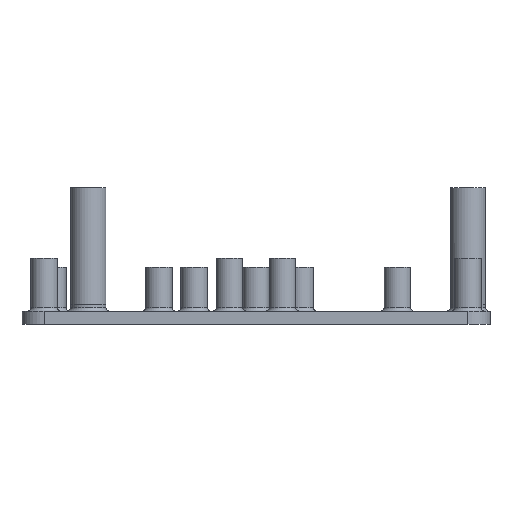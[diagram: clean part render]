
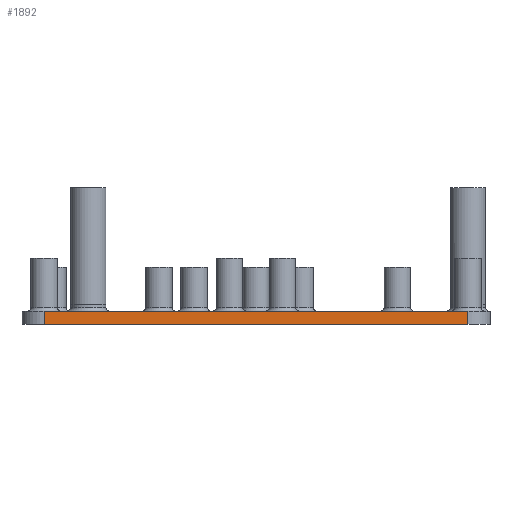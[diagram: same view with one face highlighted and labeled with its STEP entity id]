
A CAD part, front view. The second image highlights one B-rep face of the part: STEP entity #1892.
In plain terms, the highlighted planar face has unit normal (0, -1, 0).
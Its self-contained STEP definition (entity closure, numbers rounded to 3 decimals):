
#232 = VERTEX_POINT('',#233);
#233 = CARTESIAN_POINT('',(43.,-72.5,3.));
#240 = EDGE_CURVE('',#232,#241,#243,.T.);
#241 = VERTEX_POINT('',#242);
#242 = CARTESIAN_POINT('',(-53.,-72.5,3.));
#243 = LINE('',#244,#245);
#244 = CARTESIAN_POINT('',(43.,-72.5,3.));
#245 = VECTOR('',#246,1.);
#246 = DIRECTION('',(-1.,0.,0.));
#1846 = EDGE_CURVE('',#1847,#232,#1849,.T.);
#1847 = VERTEX_POINT('',#1848);
#1848 = CARTESIAN_POINT('',(43.,-72.5,0.));
#1849 = LINE('',#1850,#1851);
#1850 = CARTESIAN_POINT('',(43.,-72.5,0.));
#1851 = VECTOR('',#1852,1.);
#1852 = DIRECTION('',(0.,0.,1.));
#1892 = ADVANCED_FACE('',(#1893),#1911,.T.);
#1893 = FACE_BOUND('',#1894,.T.);
#1894 = EDGE_LOOP('',(#1895,#1896,#1897,#1905));
#1895 = ORIENTED_EDGE('',*,*,#1846,.T.);
#1896 = ORIENTED_EDGE('',*,*,#240,.T.);
#1897 = ORIENTED_EDGE('',*,*,#1898,.F.);
#1898 = EDGE_CURVE('',#1899,#241,#1901,.T.);
#1899 = VERTEX_POINT('',#1900);
#1900 = CARTESIAN_POINT('',(-53.,-72.5,0.));
#1901 = LINE('',#1902,#1903);
#1902 = CARTESIAN_POINT('',(-53.,-72.5,0.));
#1903 = VECTOR('',#1904,1.);
#1904 = DIRECTION('',(0.,0.,1.));
#1905 = ORIENTED_EDGE('',*,*,#1906,.F.);
#1906 = EDGE_CURVE('',#1847,#1899,#1907,.T.);
#1907 = LINE('',#1908,#1909);
#1908 = CARTESIAN_POINT('',(43.,-72.5,0.));
#1909 = VECTOR('',#1910,1.);
#1910 = DIRECTION('',(-1.,0.,0.));
#1911 = PLANE('',#1912);
#1912 = AXIS2_PLACEMENT_3D('',#1913,#1914,#1915);
#1913 = CARTESIAN_POINT('',(43.,-72.5,0.));
#1914 = DIRECTION('',(0.,-1.,0.));
#1915 = DIRECTION('',(-1.,0.,0.));
